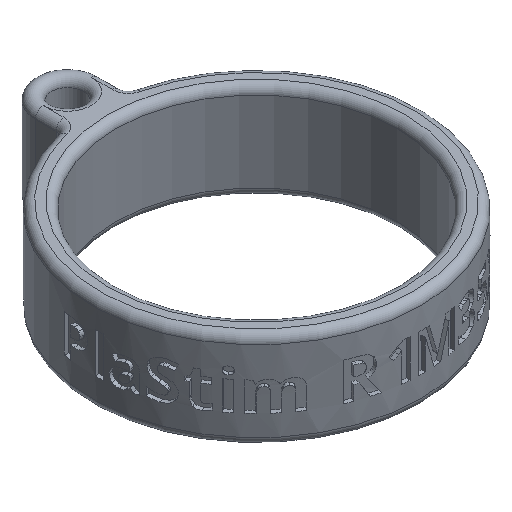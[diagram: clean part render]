
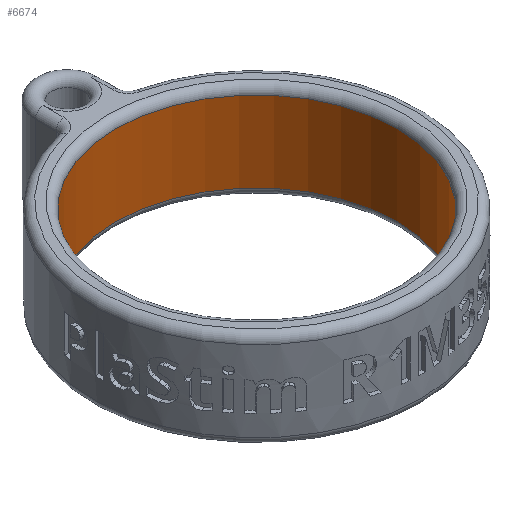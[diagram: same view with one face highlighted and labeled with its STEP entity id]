
A CAD part, isometric view. The second image highlights one B-rep face of the part: STEP entity #6674.
In plain terms, the highlighted cylindrical face has radius 17.5 mm (diameter 35 mm), a full revolution.
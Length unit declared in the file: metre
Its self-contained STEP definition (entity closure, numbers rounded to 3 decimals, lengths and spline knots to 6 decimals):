
#452=CIRCLE('',#7116,0.0175);
#456=CIRCLE('',#7121,0.0175);
#3656=ORIENTED_EDGE('',*,*,#4663,.T.);
#3657=ORIENTED_EDGE('',*,*,#4671,.F.);
#4663=EDGE_CURVE('',#5335,#5335,#452,.T.);
#4671=EDGE_CURVE('',#5341,#5341,#456,.T.);
#5335=VERTEX_POINT('',#12738);
#5341=VERTEX_POINT('',#12753);
#5821=EDGE_LOOP('',(#3656));
#5822=EDGE_LOOP('',(#3657));
#6234=FACE_BOUND('',#5821,.T.);
#6235=FACE_BOUND('',#5822,.T.);
#6305=CYLINDRICAL_SURFACE('',#7123,0.0175);
#6674=ADVANCED_FACE('',(#6234,#6235),#6305,.F.);
#7116=AXIS2_PLACEMENT_3D('',#12737,#8365,#8366);
#7121=AXIS2_PLACEMENT_3D('',#12752,#8379,#8380);
#7123=AXIS2_PLACEMENT_3D('',#12756,#8383,#8384);
#8365=DIRECTION('',(0.,0.,1.));
#8366=DIRECTION('',(1.,0.,0.));
#8379=DIRECTION('',(0.,0.,1.));
#8380=DIRECTION('',(1.,0.,0.));
#8383=DIRECTION('',(0.,0.,-1.));
#8384=DIRECTION('',(-1.,0.,0.));
#12737=CARTESIAN_POINT('',(0.,0.,0.005));
#12738=CARTESIAN_POINT('',(0.0175,0.,0.005));
#12752=CARTESIAN_POINT('',(0.,0.,-0.005));
#12753=CARTESIAN_POINT('',(0.0175,0.,-0.005));
#12756=CARTESIAN_POINT('',(0.,0.,0.005));
